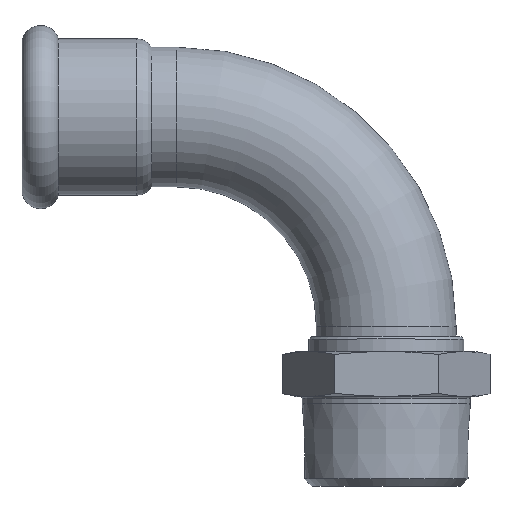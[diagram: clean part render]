
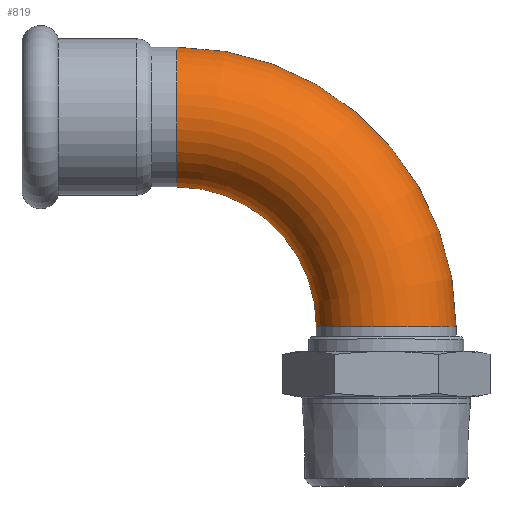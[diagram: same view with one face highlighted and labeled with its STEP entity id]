
A CAD part, top view. The second image highlights one B-rep face of the part: STEP entity #819.
In plain terms, the highlighted toroidal (fillet/blend) face has major radius 42 mm and minor radius 14 mm.
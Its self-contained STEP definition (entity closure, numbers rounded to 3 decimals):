
#161=FACE_OUTER_BOUND('',#211,.T.);
#211=EDGE_LOOP('',(#723,#724,#725,#726));
#291=CIRCLE('',#957,14.);
#295=CIRCLE('',#963,28.);
#296=CIRCLE('',#964,14.);
#380=VERTEX_POINT('',#1534);
#383=VERTEX_POINT('',#1544);
#500=EDGE_CURVE('',#380,#380,#291,.T.);
#504=EDGE_CURVE('',#380,#383,#295,.T.);
#505=EDGE_CURVE('',#383,#383,#296,.T.);
#723=ORIENTED_EDGE('',*,*,#500,.F.);
#724=ORIENTED_EDGE('',*,*,#504,.T.);
#725=ORIENTED_EDGE('',*,*,#505,.T.);
#726=ORIENTED_EDGE('',*,*,#504,.F.);
#778=TOROIDAL_SURFACE('',#962,42.,14.);
#819=ADVANCED_FACE('',(#161),#778,.T.);
#957=AXIS2_PLACEMENT_3D('',#1536,#1215,#1216);
#962=AXIS2_PLACEMENT_3D('',#1543,#1225,#1226);
#963=AXIS2_PLACEMENT_3D('',#1545,#1227,#1228);
#964=AXIS2_PLACEMENT_3D('',#1546,#1229,#1230);
#1215=DIRECTION('center_axis',(0.,-1.,0.));
#1216=DIRECTION('ref_axis',(1.,0.,0.));
#1225=DIRECTION('center_axis',(0.,0.,-1.));
#1226=DIRECTION('ref_axis',(1.,0.,0.));
#1227=DIRECTION('center_axis',(0.,0.,1.));
#1228=DIRECTION('ref_axis',(1.,0.,0.));
#1229=DIRECTION('center_axis',(1.,0.,0.));
#1230=DIRECTION('ref_axis',(0.,1.,0.));
#1534=CARTESIAN_POINT('',(28.,-42.,0.));
#1536=CARTESIAN_POINT('Origin',(42.,-42.,0.));
#1543=CARTESIAN_POINT('Origin',(0.,-42.,0.));
#1544=CARTESIAN_POINT('',(0.,-14.,0.));
#1545=CARTESIAN_POINT('Origin',(0.,-42.,0.));
#1546=CARTESIAN_POINT('Origin',(0.,0.,0.));
